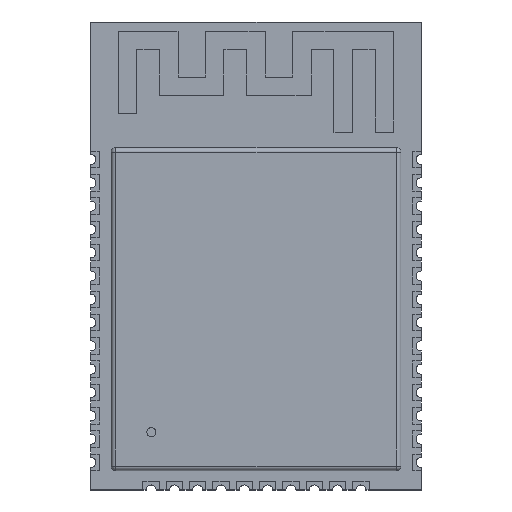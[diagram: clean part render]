
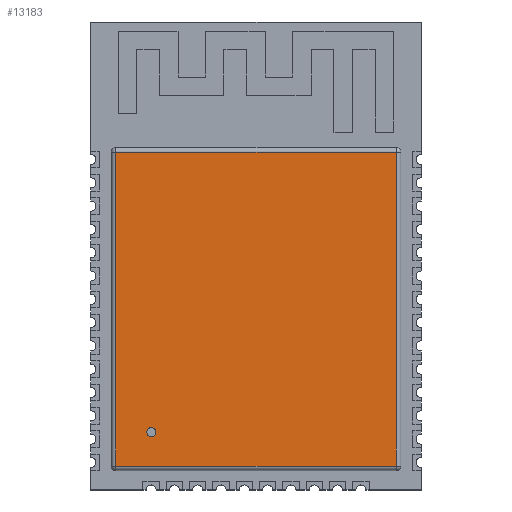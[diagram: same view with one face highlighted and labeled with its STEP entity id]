
A CAD part, top view. The second image highlights one B-rep face of the part: STEP entity #13183.
In plain terms, the highlighted planar face has unit normal (0, 0, 1).
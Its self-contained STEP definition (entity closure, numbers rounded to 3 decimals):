
#12829 = VERTEX_POINT('',#12830);
#12830 = CARTESIAN_POINT('',(-7.65,5.65,3.1));
#12853 = VERTEX_POINT('',#12854);
#12854 = CARTESIAN_POINT('',(-7.65,-11.45,3.1));
#12861 = EDGE_CURVE('',#12853,#12829,#12862,.T.);
#12862 = LINE('',#12863,#12864);
#12863 = CARTESIAN_POINT('',(-7.65,-11.7,3.1));
#12864 = VECTOR('',#12865,1.);
#12865 = DIRECTION('',(0.,1.,0.));
#12895 = VERTEX_POINT('',#12896);
#12896 = CARTESIAN_POINT('',(7.65,-11.45,3.1));
#12903 = EDGE_CURVE('',#12895,#12853,#12904,.T.);
#12904 = LINE('',#12905,#12906);
#12905 = CARTESIAN_POINT('',(7.9,-11.45,3.1));
#12906 = VECTOR('',#12907,1.);
#12907 = DIRECTION('',(-1.,0.,0.));
#12938 = VERTEX_POINT('',#12939);
#12939 = CARTESIAN_POINT('',(7.65,5.65,3.1));
#12946 = EDGE_CURVE('',#12938,#12895,#12947,.T.);
#12947 = LINE('',#12948,#12949);
#12948 = CARTESIAN_POINT('',(7.65,5.9,3.1));
#12949 = VECTOR('',#12950,1.);
#12950 = DIRECTION('',(0.,-1.,0.));
#12980 = EDGE_CURVE('',#12829,#12938,#12981,.T.);
#12981 = LINE('',#12982,#12983);
#12982 = CARTESIAN_POINT('',(-7.9,5.65,3.1));
#12983 = VECTOR('',#12984,1.);
#12984 = DIRECTION('',(1.,0.,0.));
#13183 = ADVANCED_FACE('',(#13184,#13190),#13201,.T.);
#13184 = FACE_BOUND('',#13185,.T.);
#13185 = EDGE_LOOP('',(#13186,#13187,#13188,#13189));
#13186 = ORIENTED_EDGE('',*,*,#12903,.F.);
#13187 = ORIENTED_EDGE('',*,*,#12946,.F.);
#13188 = ORIENTED_EDGE('',*,*,#12980,.F.);
#13189 = ORIENTED_EDGE('',*,*,#12861,.F.);
#13190 = FACE_BOUND('',#13191,.T.);
#13191 = EDGE_LOOP('',(#13192));
#13192 = ORIENTED_EDGE('',*,*,#13193,.F.);
#13193 = EDGE_CURVE('',#13194,#13194,#13196,.T.);
#13194 = VERTEX_POINT('',#13195);
#13195 = CARTESIAN_POINT('',(-5.45,-9.6,3.1));
#13196 = CIRCLE('',#13197,0.25);
#13197 = AXIS2_PLACEMENT_3D('',#13198,#13199,#13200);
#13198 = CARTESIAN_POINT('',(-5.7,-9.6,3.1));
#13199 = DIRECTION('',(0.,0.,1.));
#13200 = DIRECTION('',(1.,0.,0.));
#13201 = PLANE('',#13202);
#13202 = AXIS2_PLACEMENT_3D('',#13203,#13204,#13205);
#13203 = CARTESIAN_POINT('',(0.,-2.9,3.1));
#13204 = DIRECTION('',(0.,0.,1.));
#13205 = DIRECTION('',(1.,0.,0.));
